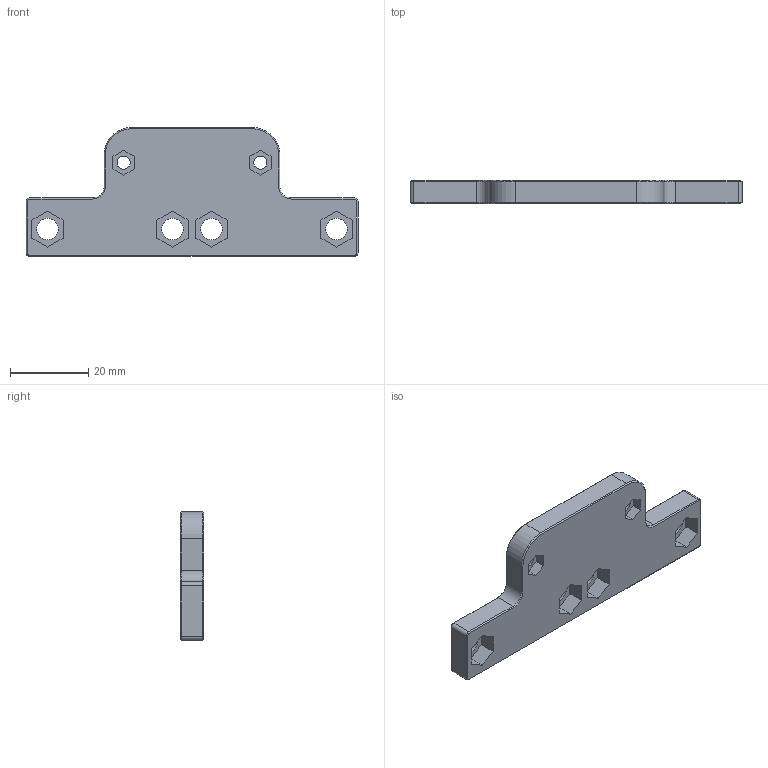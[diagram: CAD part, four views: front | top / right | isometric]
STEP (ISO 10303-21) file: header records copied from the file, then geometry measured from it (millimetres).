
FILE_DESCRIPTION (( 'STEP AP203' ), '1' );
FILE_NAME ('stand2_Default_sldprt.STEP', '2023-11-21T15:09:32', ( '' ), ( '' ), 'SwSTEP 2.0', 'SolidWorks 2020', '' );
FILE_SCHEMA (( 'CONFIG_CONTROL_DESIGN' ));
Length unit declared in the file: millimetre
Products named in the file (1): stand2_Default_sldprt
Bounding box: 85 x 6 x 33 mm (x, y, z)
Volume: 11081.4 mm3; surface area: 5943.9 mm2
Topology: 1 solids, 1 shells, 104 faces, 256 edges, 160 vertices
Faces by surface type: plane 68, cylinder 20, cone 16
Entity records: 3121 total; most frequent: DIRECTION 522, CARTESIAN_POINT 521, ORIENTED_EDGE 512, EDGE_CURVE 256, LINE 200, VECTOR 200, AXIS2_PLACEMENT_3D 161, VERTEX_POINT 160
